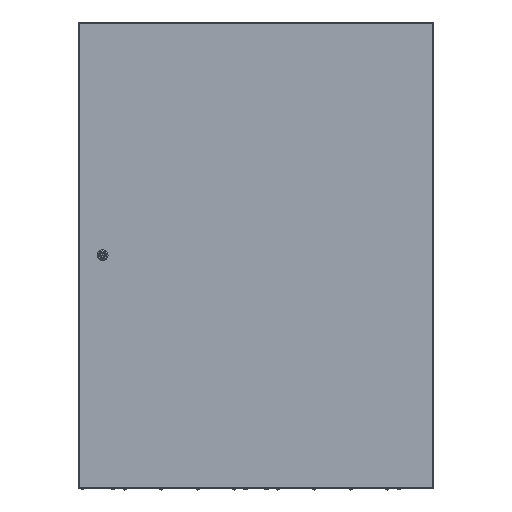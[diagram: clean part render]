
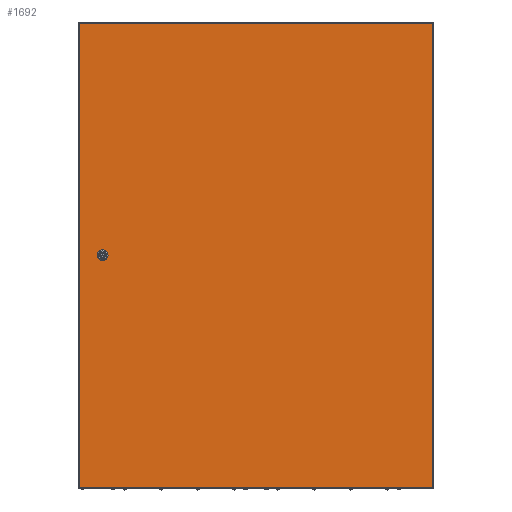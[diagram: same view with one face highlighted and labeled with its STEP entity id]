
A CAD part, top view. The second image highlights one B-rep face of the part: STEP entity #1692.
In plain terms, the highlighted planar face has unit normal (0, 0, 1).
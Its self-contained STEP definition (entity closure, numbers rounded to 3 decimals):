
#1646 = DIRECTION ( 'NONE',  ( -1., 0., 0. ) ) ;
#1692 = ADVANCED_FACE ( 'NONE', ( #80140, #85948 ), #46470, .T. ) ;
#2872 = EDGE_CURVE ( 'NONE', #3551, #48994, #46667, .T. ) ;
#2963 = EDGE_CURVE ( 'NONE', #47860, #22318, #23987, .T. ) ;
#3551 = VERTEX_POINT ( 'NONE', #41691 ) ;
#3628 = CARTESIAN_POINT ( 'NONE',  ( 0., 0., 17.5 ) ) ;
#5481 = LINE ( 'NONE', #74015, #45556 ) ;
#5565 = DIRECTION ( 'NONE',  ( 0., 1., 0. ) ) ;
#5836 = EDGE_CURVE ( 'NONE', #79984, #47860, #10458, .T. ) ;
#6344 = ORIENTED_EDGE ( 'NONE', *, *, #5836, .F. ) ;
#6958 = CARTESIAN_POINT ( 'NONE',  ( 72.92, 605.056, 17.5 ) ) ;
#8115 = CARTESIAN_POINT ( 'NONE',  ( 912.37, 1197., 17.5 ) ) ;
#9382 = ORIENTED_EDGE ( 'NONE', *, *, #76589, .T. ) ;
#10458 = CIRCLE ( 'NONE', #54734, 11.25 ) ;
#10541 = LINE ( 'NONE', #51697, #18702 ) ;
#12137 = VECTOR ( 'NONE', #25070, 1000. ) ;
#13308 = CARTESIAN_POINT ( 'NONE',  ( 52.82, 594.944, 17.5 ) ) ;
#13600 = LINE ( 'NONE', #61556, #61176 ) ;
#14148 = LINE ( 'NONE', #61683, #25433 ) ;
#15964 = DIRECTION ( 'NONE',  ( 0., 0., 1. ) ) ;
#16409 = DIRECTION ( 'NONE',  ( 0., -1., 0. ) ) ;
#17838 = VERTEX_POINT ( 'NONE', #45112 ) ;
#18702 = VECTOR ( 'NONE', #30618, 1000. ) ;
#21186 = CARTESIAN_POINT ( 'NONE',  ( 62.87, 600., 17.5 ) ) ;
#22318 = VERTEX_POINT ( 'NONE', #13308 ) ;
#23987 = LINE ( 'NONE', #72011, #40054 ) ;
#24587 = DIRECTION ( 'NONE',  ( 1., 0., 0. ) ) ;
#25070 = DIRECTION ( 'NONE',  ( 0., 1., 0. ) ) ;
#25433 = VECTOR ( 'NONE', #1646, 1000. ) ;
#25982 = CARTESIAN_POINT ( 'NONE',  ( 67.926, 589.95, 17.5 ) ) ;
#28047 = DIRECTION ( 'NONE',  ( 0., 0., 1. ) ) ;
#28602 = AXIS2_PLACEMENT_3D ( 'NONE', #21186, #41770, #35915 ) ;
#28901 = CARTESIAN_POINT ( 'NONE',  ( 52.82, 605.056, 17.5 ) ) ;
#29564 = AXIS2_PLACEMENT_3D ( 'NONE', #62146, #28047, #47314 ) ;
#30554 = EDGE_CURVE ( 'NONE', #74318, #3551, #67310, .T. ) ;
#30618 = DIRECTION ( 'NONE',  ( -1., 0., 0. ) ) ;
#30820 = EDGE_CURVE ( 'NONE', #17838, #61981, #5481, .T. ) ;
#31300 = LINE ( 'NONE', #51502, #12137 ) ;
#31313 = AXIS2_PLACEMENT_3D ( 'NONE', #43691, #15964, #56280 ) ;
#31462 = CARTESIAN_POINT ( 'NONE',  ( 2.87, 1197., 17.5 ) ) ;
#31840 = EDGE_CURVE ( 'NONE', #59786, #62359, #10541, .T. ) ;
#33219 = DIRECTION ( 'NONE',  ( 1., 0., 0. ) ) ;
#34622 = EDGE_CURVE ( 'NONE', #61981, #59786, #31300, .T. ) ;
#35915 = DIRECTION ( 'NONE',  ( 1., 0., 0. ) ) ;
#36002 = CARTESIAN_POINT ( 'NONE',  ( 67.926, 610.05, 17.5 ) ) ;
#39937 = CARTESIAN_POINT ( 'NONE',  ( 72.92, 594.944, 17.5 ) ) ;
#40054 = VECTOR ( 'NONE', #16409, 1000. ) ;
#40849 = DIRECTION ( 'NONE',  ( 1., 0., 0. ) ) ;
#41691 = CARTESIAN_POINT ( 'NONE',  ( 72.92, 594.944, 17.5 ) ) ;
#41770 = DIRECTION ( 'NONE',  ( 0., 0., 1. ) ) ;
#42867 = EDGE_CURVE ( 'NONE', #83032, #74318, #13600, .T. ) ;
#43518 = EDGE_CURVE ( 'NONE', #62155, #79984, #14148, .T. ) ;
#43691 = CARTESIAN_POINT ( 'NONE',  ( 62.87, 600., 17.5 ) ) ;
#43985 = ORIENTED_EDGE ( 'NONE', *, *, #2963, .F. ) ;
#44078 = LINE ( 'NONE', #85314, #77892 ) ;
#45112 = CARTESIAN_POINT ( 'NONE',  ( 2.87, 3., 17.5 ) ) ;
#45556 = VECTOR ( 'NONE', #46150, 1000. ) ;
#46150 = DIRECTION ( 'NONE',  ( 1., 0., 0. ) ) ;
#46470 = PLANE ( 'NONE',  #48399 ) ;
#46667 = LINE ( 'NONE', #39937, #70215 ) ;
#47314 = DIRECTION ( 'NONE',  ( 1., 0., 0. ) ) ;
#47860 = VERTEX_POINT ( 'NONE', #28901 ) ;
#48399 = AXIS2_PLACEMENT_3D ( 'NONE', #3628, #65421, #24587 ) ;
#48994 = VERTEX_POINT ( 'NONE', #6958 ) ;
#49286 = ORIENTED_EDGE ( 'NONE', *, *, #2872, .F. ) ;
#51502 = CARTESIAN_POINT ( 'NONE',  ( 912.37, 1197., 17.5 ) ) ;
#51697 = CARTESIAN_POINT ( 'NONE',  ( 2.87, 1197., 17.5 ) ) ;
#52564 = ORIENTED_EDGE ( 'NONE', *, *, #30554, .F. ) ;
#53480 = ORIENTED_EDGE ( 'NONE', *, *, #30820, .T. ) ;
#53857 = DIRECTION ( 'NONE',  ( 0., 0., 1. ) ) ;
#54734 = AXIS2_PLACEMENT_3D ( 'NONE', #61100, #53857, #33219 ) ;
#56280 = DIRECTION ( 'NONE',  ( 1., 0., 0. ) ) ;
#57073 = CIRCLE ( 'NONE', #31313, 11.25 ) ;
#58623 = CARTESIAN_POINT ( 'NONE',  ( 57.814, 610.05, 17.5 ) ) ;
#59786 = VERTEX_POINT ( 'NONE', #8115 ) ;
#60544 = EDGE_LOOP ( 'NONE', ( #9382, #53480, #82440, #64154 ) ) ;
#61100 = CARTESIAN_POINT ( 'NONE',  ( 62.87, 600., 17.5 ) ) ;
#61176 = VECTOR ( 'NONE', #40849, 1000. ) ;
#61556 = CARTESIAN_POINT ( 'NONE',  ( 67.926, 589.95, 17.5 ) ) ;
#61631 = ORIENTED_EDGE ( 'NONE', *, *, #42867, .F. ) ;
#61683 = CARTESIAN_POINT ( 'NONE',  ( 67.926, 610.05, 17.5 ) ) ;
#61981 = VERTEX_POINT ( 'NONE', #70833 ) ;
#62146 = CARTESIAN_POINT ( 'NONE',  ( 62.87, 600., 17.5 ) ) ;
#62155 = VERTEX_POINT ( 'NONE', #36002 ) ;
#62359 = VERTEX_POINT ( 'NONE', #31462 ) ;
#64154 = ORIENTED_EDGE ( 'NONE', *, *, #31840, .T. ) ;
#65421 = DIRECTION ( 'NONE',  ( 0., 0., 1. ) ) ;
#67310 = CIRCLE ( 'NONE', #28602, 11.25 ) ;
#69598 = CIRCLE ( 'NONE', #29564, 11.25 ) ;
#70215 = VECTOR ( 'NONE', #5565, 1000. ) ;
#70833 = CARTESIAN_POINT ( 'NONE',  ( 912.37, 3., 17.5 ) ) ;
#72011 = CARTESIAN_POINT ( 'NONE',  ( 52.82, 594.944, 17.5 ) ) ;
#74015 = CARTESIAN_POINT ( 'NONE',  ( 2.87, 3., 17.5 ) ) ;
#74318 = VERTEX_POINT ( 'NONE', #25982 ) ;
#76589 = EDGE_CURVE ( 'NONE', #62359, #17838, #44078, .T. ) ;
#77330 = DIRECTION ( 'NONE',  ( 0., -1., 0. ) ) ;
#77694 = ORIENTED_EDGE ( 'NONE', *, *, #43518, .F. ) ;
#77866 = ORIENTED_EDGE ( 'NONE', *, *, #84839, .F. ) ;
#77892 = VECTOR ( 'NONE', #77330, 1000. ) ;
#78413 = ORIENTED_EDGE ( 'NONE', *, *, #87591, .F. ) ;
#79984 = VERTEX_POINT ( 'NONE', #58623 ) ;
#80039 = EDGE_LOOP ( 'NONE', ( #77866, #49286, #52564, #61631, #78413, #43985, #6344, #77694 ) ) ;
#80140 = FACE_BOUND ( 'NONE', #80039, .T. ) ;
#82440 = ORIENTED_EDGE ( 'NONE', *, *, #34622, .T. ) ;
#83032 = VERTEX_POINT ( 'NONE', #83971 ) ;
#83971 = CARTESIAN_POINT ( 'NONE',  ( 57.814, 589.95, 17.5 ) ) ;
#84839 = EDGE_CURVE ( 'NONE', #48994, #62155, #69598, .T. ) ;
#85314 = CARTESIAN_POINT ( 'NONE',  ( 2.87, 1197., 17.5 ) ) ;
#85948 = FACE_OUTER_BOUND ( 'NONE', #60544, .T. ) ;
#87591 = EDGE_CURVE ( 'NONE', #22318, #83032, #57073, .T. ) ;
